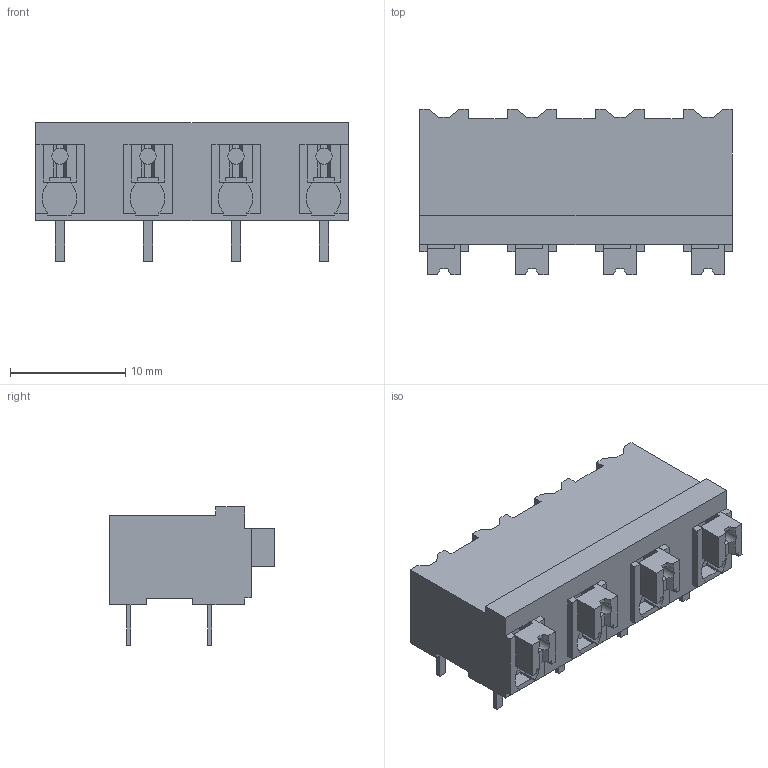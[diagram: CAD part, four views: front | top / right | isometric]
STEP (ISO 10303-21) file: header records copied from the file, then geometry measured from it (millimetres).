
FILE_DESCRIPTION(('CATIA V5 STEP Exchange','CAx-IF Rec.Pracs.--- Model Styling and Organization---1.2---2011-12-15'),'2;1');
FILE_NAME ('D1456818_0_1824970000_1824970000.stp','2018-03-15T11:21:38+00:00',('none'),('Weidmueller'),'CATIA Version 5-6 Release 2014','CATIA V5 STEP AP214','none');
FILE_SCHEMA(('AUTOMOTIVE_DESIGN { 1 0 10303 214 1 1 1 1 }'));
Length unit declared in the file: millimetre
Products named in the file (1): 1824970000 
Bounding box: 27.08 x 14.3 x 12 mm (x, y, z)
Volume: 2288.2 mm3; surface area: 1925.7 mm2
Topology: 13 solids, 13 shells, 361 faces, 1020 edges, 684 vertices
Faces by surface type: plane 329, cylinder 32
Entity records: 10698 total; most frequent: ORIENTED_EDGE 2040, CARTESIAN_POINT 2026, DIRECTION 1366, EDGE_CURVE 1020, VECTOR 932, LINE 932, VERTEX_POINT 684, EDGE_LOOP 368
